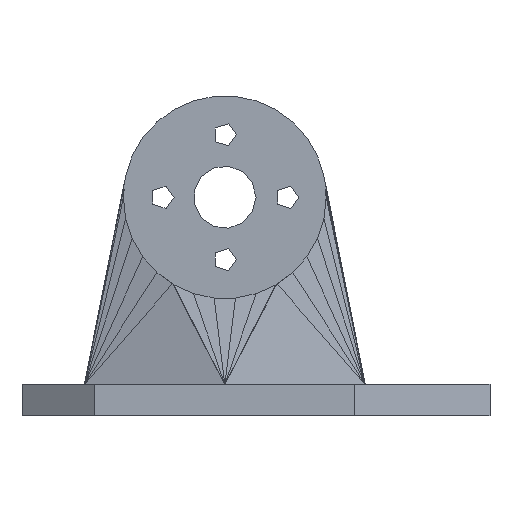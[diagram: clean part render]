
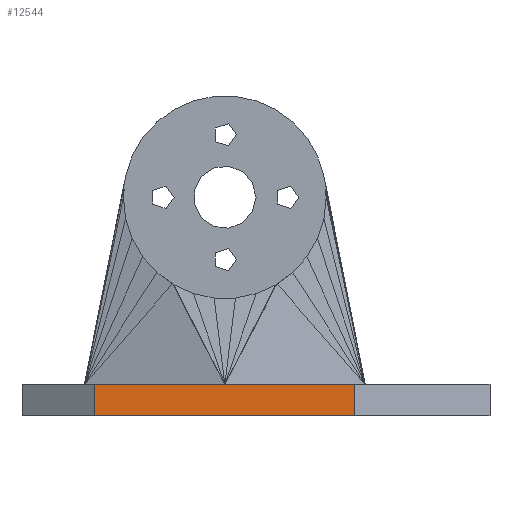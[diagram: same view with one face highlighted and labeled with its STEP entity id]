
A CAD part, front view. The second image highlights one B-rep face of the part: STEP entity #12544.
In plain terms, the highlighted planar face has unit normal (0, 1, 0).
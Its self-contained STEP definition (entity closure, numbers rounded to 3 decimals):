
#70 = PLANE('',#71);
#71 = AXIS2_PLACEMENT_3D('',#72,#73,#74);
#72 = CARTESIAN_POINT('',(16.687,-49.357,4.));
#73 = DIRECTION('',(0.,0.,-1.));
#74 = DIRECTION('',(-1.,0.,-0.));
#6040 = VERTEX_POINT('',#6041);
#6041 = CARTESIAN_POINT('',(16.687,-49.357,4.));
#6057 = PLANE('',#6058);
#6058 = AXIS2_PLACEMENT_3D('',#6059,#6060,#6061);
#6059 = CARTESIAN_POINT('',(25.343,-43.068,2.));
#6060 = DIRECTION('',(0.588,-0.809,0.));
#6061 = DIRECTION('',(-0.809,-0.588,0.));
#6069 = EDGE_CURVE('',#6070,#6040,#6072,.T.);
#6070 = VERTEX_POINT('',#6071);
#6071 = CARTESIAN_POINT('',(-16.687,-49.357,4.));
#6072 = SURFACE_CURVE('',#6073,(#6077,#6084),.PCURVE_S1.);
#6073 = LINE('',#6074,#6075);
#6074 = CARTESIAN_POINT('',(-16.687,-49.357,4.));
#6075 = VECTOR('',#6076,1.);
#6076 = DIRECTION('',(1.,0.,0.));
#6077 = PCURVE('',#70,#6078);
#6078 = DEFINITIONAL_REPRESENTATION('',(#6079),#6083);
#6079 = LINE('',#6080,#6081);
#6080 = CARTESIAN_POINT('',(33.374,0.));
#6081 = VECTOR('',#6082,1.);
#6082 = DIRECTION('',(-1.,0.));
#6083 = ( GEOMETRIC_REPRESENTATION_CONTEXT(2) 
PARAMETRIC_REPRESENTATION_CONTEXT() REPRESENTATION_CONTEXT('2D SPACE',''
  ) );
#6084 = PCURVE('',#6085,#6090);
#6085 = PLANE('',#6086);
#6086 = AXIS2_PLACEMENT_3D('',#6087,#6088,#6089);
#6087 = CARTESIAN_POINT('',(-16.687,-49.357,0.));
#6088 = DIRECTION('',(0.,-1.,0.));
#6089 = DIRECTION('',(0.,-0.,-1.));
#6090 = DEFINITIONAL_REPRESENTATION('',(#6091),#6095);
#6091 = LINE('',#6092,#6093);
#6092 = CARTESIAN_POINT('',(-4.,0.));
#6093 = VECTOR('',#6094,1.);
#6094 = DIRECTION('',(0.,1.));
#6095 = ( GEOMETRIC_REPRESENTATION_CONTEXT(2) 
PARAMETRIC_REPRESENTATION_CONTEXT() REPRESENTATION_CONTEXT('2D SPACE',''
  ) );
#6113 = PLANE('',#6114);
#6114 = AXIS2_PLACEMENT_3D('',#6115,#6116,#6117);
#6115 = CARTESIAN_POINT('',(-21.343,-45.974,2.));
#6116 = DIRECTION('',(0.588,0.809,0.));
#6117 = DIRECTION('',(0.809,-0.588,0.));
#12294 = PLANE('',#12295);
#12295 = AXIS2_PLACEMENT_3D('',#12296,#12297,#12298);
#12296 = CARTESIAN_POINT('',(-26.,46.591,0.));
#12297 = DIRECTION('',(0.,0.,-1.));
#12298 = DIRECTION('',(-1.,0.,-0.));
#12333 = EDGE_CURVE('',#12334,#6070,#12336,.T.);
#12334 = VERTEX_POINT('',#12335);
#12335 = CARTESIAN_POINT('',(-16.687,-49.357,0.));
#12336 = SURFACE_CURVE('',#12337,(#12341,#12348),.PCURVE_S1.);
#12337 = LINE('',#12338,#12339);
#12338 = CARTESIAN_POINT('',(-16.687,-49.357,0.));
#12339 = VECTOR('',#12340,1.);
#12340 = DIRECTION('',(0.,0.,1.));
#12341 = PCURVE('',#6113,#12342);
#12342 = DEFINITIONAL_REPRESENTATION('',(#12343),#12347);
#12343 = LINE('',#12344,#12345);
#12344 = CARTESIAN_POINT('',(5.756,2.));
#12345 = VECTOR('',#12346,1.);
#12346 = DIRECTION('',(0.,-1.));
#12347 = ( GEOMETRIC_REPRESENTATION_CONTEXT(2) 
PARAMETRIC_REPRESENTATION_CONTEXT() REPRESENTATION_CONTEXT('2D SPACE',''
  ) );
#12348 = PCURVE('',#6085,#12349);
#12349 = DEFINITIONAL_REPRESENTATION('',(#12350),#12354);
#12350 = LINE('',#12351,#12352);
#12351 = CARTESIAN_POINT('',(0.,0.));
#12352 = VECTOR('',#12353,1.);
#12353 = DIRECTION('',(-1.,0.));
#12354 = ( GEOMETRIC_REPRESENTATION_CONTEXT(2) 
PARAMETRIC_REPRESENTATION_CONTEXT() REPRESENTATION_CONTEXT('2D SPACE',''
  ) );
#12382 = EDGE_CURVE('',#12383,#12334,#12385,.T.);
#12383 = VERTEX_POINT('',#12384);
#12384 = CARTESIAN_POINT('',(16.687,-49.357,0.));
#12385 = SURFACE_CURVE('',#12386,(#12390,#12397),.PCURVE_S1.);
#12386 = LINE('',#12387,#12388);
#12387 = CARTESIAN_POINT('',(16.687,-49.357,0.));
#12388 = VECTOR('',#12389,1.);
#12389 = DIRECTION('',(-1.,0.,0.));
#12390 = PCURVE('',#12294,#12391);
#12391 = DEFINITIONAL_REPRESENTATION('',(#12392),#12396);
#12392 = LINE('',#12393,#12394);
#12393 = CARTESIAN_POINT('',(-42.687,-95.948));
#12394 = VECTOR('',#12395,1.);
#12395 = DIRECTION('',(1.,0.));
#12396 = ( GEOMETRIC_REPRESENTATION_CONTEXT(2) 
PARAMETRIC_REPRESENTATION_CONTEXT() REPRESENTATION_CONTEXT('2D SPACE',''
  ) );
#12397 = PCURVE('',#6085,#12398);
#12398 = DEFINITIONAL_REPRESENTATION('',(#12399),#12403);
#12399 = LINE('',#12400,#12401);
#12400 = CARTESIAN_POINT('',(0.,33.374));
#12401 = VECTOR('',#12402,1.);
#12402 = DIRECTION('',(-0.,-1.));
#12403 = ( GEOMETRIC_REPRESENTATION_CONTEXT(2) 
PARAMETRIC_REPRESENTATION_CONTEXT() REPRESENTATION_CONTEXT('2D SPACE',''
  ) );
#12544 = ADVANCED_FACE('',(#12545),#6085,.F.);
#12545 = FACE_BOUND('',#12546,.T.);
#12546 = EDGE_LOOP('',(#12547,#12548,#12549,#12570));
#12547 = ORIENTED_EDGE('',*,*,#12333,.T.);
#12548 = ORIENTED_EDGE('',*,*,#6069,.T.);
#12549 = ORIENTED_EDGE('',*,*,#12550,.F.);
#12550 = EDGE_CURVE('',#12383,#6040,#12551,.T.);
#12551 = SURFACE_CURVE('',#12552,(#12556,#12563),.PCURVE_S1.);
#12552 = LINE('',#12553,#12554);
#12553 = CARTESIAN_POINT('',(16.687,-49.357,0.));
#12554 = VECTOR('',#12555,1.);
#12555 = DIRECTION('',(0.,0.,1.));
#12556 = PCURVE('',#6085,#12557);
#12557 = DEFINITIONAL_REPRESENTATION('',(#12558),#12562);
#12558 = LINE('',#12559,#12560);
#12559 = CARTESIAN_POINT('',(0.,33.374));
#12560 = VECTOR('',#12561,1.);
#12561 = DIRECTION('',(-1.,0.));
#12562 = ( GEOMETRIC_REPRESENTATION_CONTEXT(2) 
PARAMETRIC_REPRESENTATION_CONTEXT() REPRESENTATION_CONTEXT('2D SPACE',''
  ) );
#12563 = PCURVE('',#6057,#12564);
#12564 = DEFINITIONAL_REPRESENTATION('',(#12565),#12569);
#12565 = LINE('',#12566,#12567);
#12566 = CARTESIAN_POINT('',(10.7,2.));
#12567 = VECTOR('',#12568,1.);
#12568 = DIRECTION('',(0.,-1.));
#12569 = ( GEOMETRIC_REPRESENTATION_CONTEXT(2) 
PARAMETRIC_REPRESENTATION_CONTEXT() REPRESENTATION_CONTEXT('2D SPACE',''
  ) );
#12570 = ORIENTED_EDGE('',*,*,#12382,.T.);
